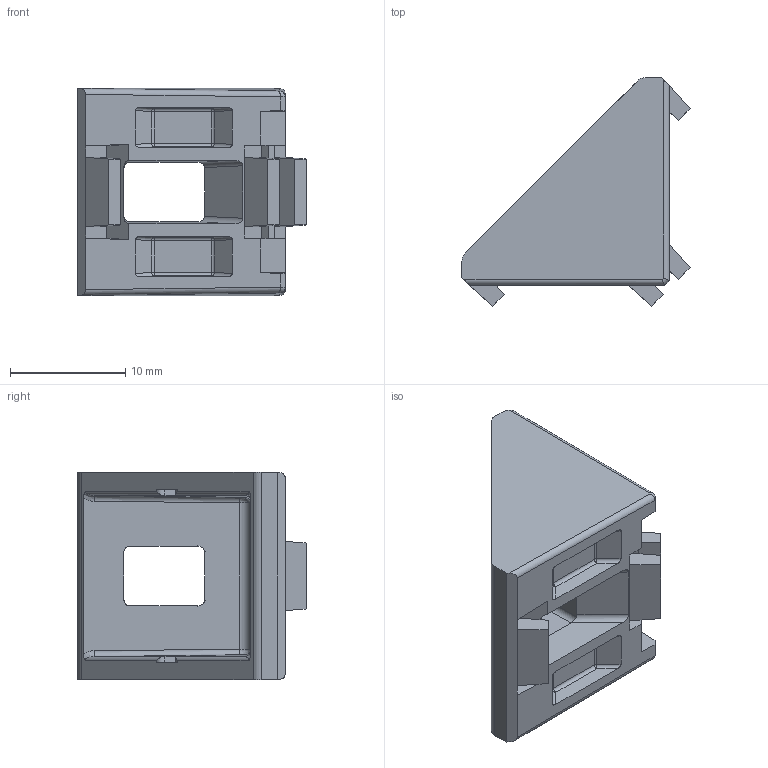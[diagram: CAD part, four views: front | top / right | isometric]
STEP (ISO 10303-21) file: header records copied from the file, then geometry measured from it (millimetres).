
FILE_DESCRIPTION (( 'STEP AP214' ), '1' );
FILE_NAME ('6266100', '2019-01-28T17:14:21', ( '' ), ('JUGARD+KÜNSTNER GmbH'), 'SwSTEP 2.0', 'SolidWorks 2017', '' );
FILE_SCHEMA (( 'AUTOMOTIVE_DESIGN' ));
Length unit declared in the file: millimetre
Products named in the file (1): 6266100
Bounding box: 19.8 x 19.8 x 18 mm (x, y, z)
Volume: 1730 mm3; surface area: 2068.6 mm2
Topology: 1 solids, 1 shells, 176 faces, 453 edges, 274 vertices
Faces by surface type: plane 88, cylinder 65, bspline 23
Entity records: 5634 total; most frequent: CARTESIAN_POINT 1654, ORIENTED_EDGE 890, DIRECTION 736, EDGE_CURVE 445, VECTOR 298, LINE 298, VERTEX_POINT 274, AXIS2_PLACEMENT_3D 219
